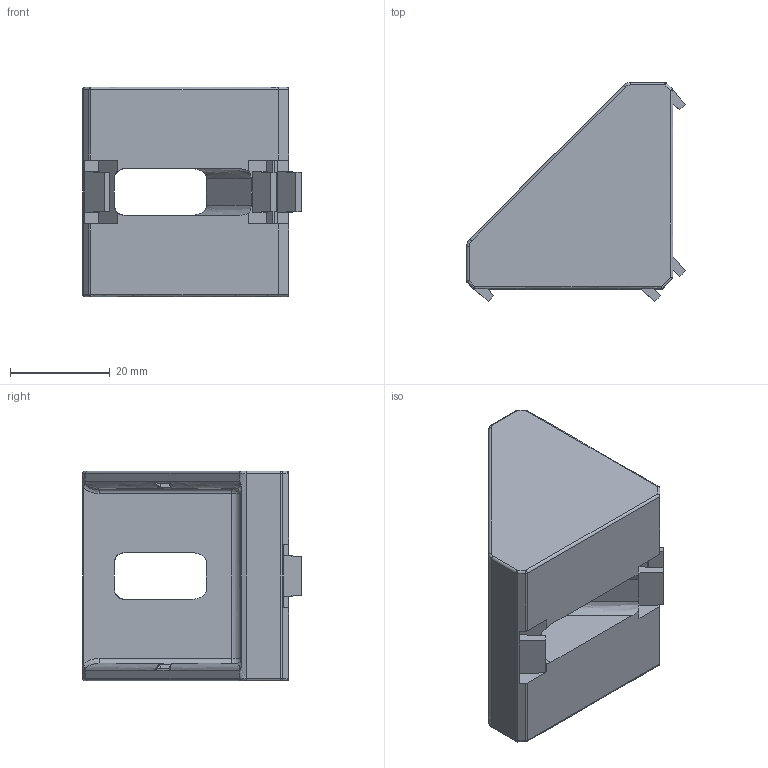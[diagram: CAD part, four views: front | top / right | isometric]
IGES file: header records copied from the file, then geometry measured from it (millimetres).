
Global section: file name: 304343; native system: Autodesk Inventor 2018; preprocessor: unknown; author: Spacek; date: 20191104.095614; units: millimetre
Bounding box: 43.8 x 43.8 x 42 mm (x, y, z)
Volume: 27983.6 mm3; surface area: 10810.7 mm2
Topology: 1 solids, 1 shells, 160 faces, 406 edges, 240 vertices
Faces by surface type: bspline 160
